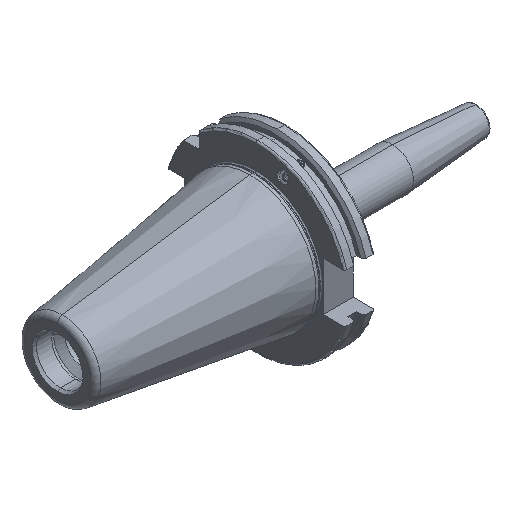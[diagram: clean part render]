
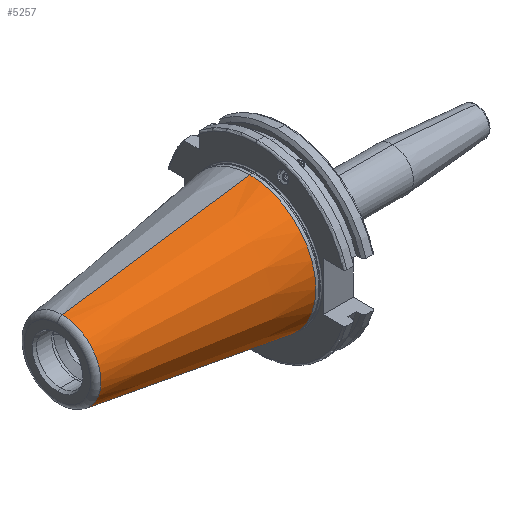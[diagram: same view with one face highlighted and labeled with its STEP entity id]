
A CAD part, isometric view. The second image highlights one B-rep face of the part: STEP entity #5257.
In plain terms, the highlighted conical face has half-angle 8.297 degrees and reference radius 34.925 mm.
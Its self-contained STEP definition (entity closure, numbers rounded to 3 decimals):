
#251 = EDGE_CURVE ( 'NONE', #4026, #4521, #3775, .T. ) ;
#352 = ORIENTED_EDGE ( 'NONE', *, *, #1898, .F. ) ;
#614 = VECTOR ( 'NONE', #4480, 1000. ) ;
#641 = DIRECTION ( 'NONE',  ( -1., 0., 0. ) ) ;
#739 = DIRECTION ( 'NONE',  ( -1., 0., 0. ) ) ;
#792 = CARTESIAN_POINT ( 'NONE',  ( 0., 0., -34.925 ) ) ;
#1095 = DIRECTION ( 'NONE',  ( 1., 0., 0. ) ) ;
#1170 = VERTEX_POINT ( 'NONE', #5655 ) ;
#1512 = CIRCLE ( 'NONE', #2860, 20.461 ) ;
#1898 = EDGE_CURVE ( 'NONE', #5231, #4521, #4170, .T. ) ;
#2060 = CARTESIAN_POINT ( 'NONE',  ( -99.183, 0., 20.461 ) ) ;
#2096 = CARTESIAN_POINT ( 'NONE',  ( 0., 0., 0. ) ) ;
#2614 = DIRECTION ( 'NONE',  ( 0., 0., 1. ) ) ;
#2860 = AXIS2_PLACEMENT_3D ( 'NONE', #5092, #641, #2614 ) ;
#3166 = CARTESIAN_POINT ( 'NONE',  ( 0., 0., 34.925 ) ) ;
#3329 = VECTOR ( 'NONE', #4204, 1000. ) ;
#3468 = CARTESIAN_POINT ( 'NONE',  ( 0., 0., -34.925 ) ) ;
#3584 = EDGE_CURVE ( 'NONE', #1170, #5231, #1512, .T. ) ;
#3664 = DIRECTION ( 'NONE',  ( 0., 0., -1. ) ) ;
#3775 = CIRCLE ( 'NONE', #4291, 34.925 ) ;
#3937 = ORIENTED_EDGE ( 'NONE', *, *, #6088, .T. ) ;
#4026 = VERTEX_POINT ( 'NONE', #792 ) ;
#4170 = LINE ( 'NONE', #3166, #3329 ) ;
#4204 = DIRECTION ( 'NONE',  ( 0.99, 0., 0.144 ) ) ;
#4257 = EDGE_LOOP ( 'NONE', ( #352, #6269, #3937, #5743 ) ) ;
#4291 = AXIS2_PLACEMENT_3D ( 'NONE', #5635, #739, #4667 ) ;
#4480 = DIRECTION ( 'NONE',  ( 0.99, 0., -0.144 ) ) ;
#4521 = VERTEX_POINT ( 'NONE', #5649 ) ;
#4667 = DIRECTION ( 'NONE',  ( 0., 0., 1. ) ) ;
#5092 = CARTESIAN_POINT ( 'NONE',  ( -99.183, 0., 0. ) ) ;
#5231 = VERTEX_POINT ( 'NONE', #2060 ) ;
#5257 = ADVANCED_FACE ( 'NONE', ( #5607 ), #5675, .T. ) ;
#5607 = FACE_OUTER_BOUND ( 'NONE', #4257, .T. ) ;
#5635 = CARTESIAN_POINT ( 'NONE',  ( 0., 0., 0. ) ) ;
#5649 = CARTESIAN_POINT ( 'NONE',  ( 0., 0., 34.925 ) ) ;
#5655 = CARTESIAN_POINT ( 'NONE',  ( -99.183, 0., -20.461 ) ) ;
#5675 = CONICAL_SURFACE ( 'NONE', #5888, 34.925, 0.145 ) ;
#5743 = ORIENTED_EDGE ( 'NONE', *, *, #251, .T. ) ;
#5888 = AXIS2_PLACEMENT_3D ( 'NONE', #2096, #1095, #3664 ) ;
#5937 = LINE ( 'NONE', #3468, #614 ) ;
#6088 = EDGE_CURVE ( 'NONE', #1170, #4026, #5937, .T. ) ;
#6269 = ORIENTED_EDGE ( 'NONE', *, *, #3584, .F. ) ;
